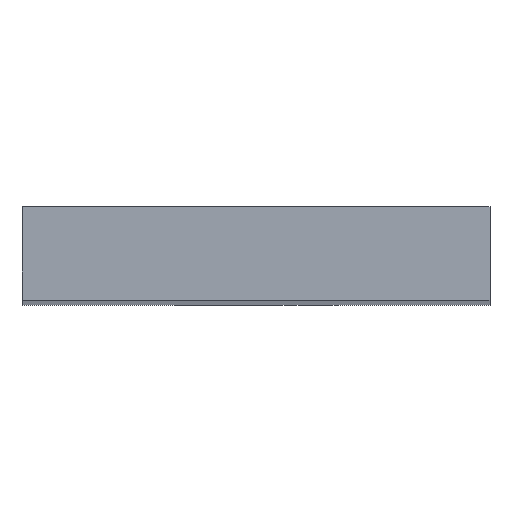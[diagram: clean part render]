
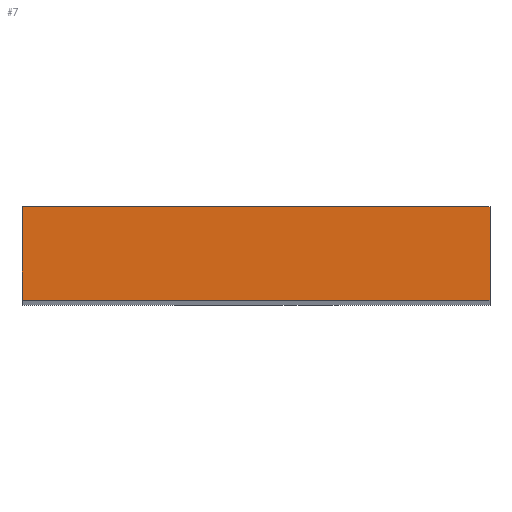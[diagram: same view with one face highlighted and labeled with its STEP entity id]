
A CAD part, top view. The second image highlights one B-rep face of the part: STEP entity #7.
In plain terms, the highlighted planar face has unit normal (0, 0, 1).
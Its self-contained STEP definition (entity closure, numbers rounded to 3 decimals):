
#7 = ADVANCED_FACE ( 'NONE', ( #219 ), #238, .F. ) ;
#8 = ORIENTED_EDGE ( 'NONE', *, *, #9, .T. ) ;
#9 = EDGE_CURVE ( 'NONE', #38, #10, #233, .T. ) ;
#10 = VERTEX_POINT ( 'NONE', #229 ) ;
#11 = ORIENTED_EDGE ( 'NONE', *, *, #12, .F. ) ;
#12 = EDGE_CURVE ( 'NONE', #13, #10, #228, .T. ) ;
#13 = VERTEX_POINT ( 'NONE', #224 ) ;
#14 = ORIENTED_EDGE ( 'NONE', *, *, #15, .F. ) ;
#15 = EDGE_CURVE ( 'NONE', #41, #13, #187, .T. ) ;
#16 = ORIENTED_EDGE ( 'NONE', *, *, #40, .T. ) ;
#38 = VERTEX_POINT ( 'NONE', #204 ) ;
#40 = EDGE_CURVE ( 'NONE', #41, #38, #203, .T. ) ;
#41 = VERTEX_POINT ( 'NONE', #199 ) ;
#45 = EDGE_LOOP ( 'NONE', ( #8, #11, #14, #16 ) ) ;
#184 = DIRECTION ( 'NONE',  ( 1., 0., 0. ) ) ;
#185 = VECTOR ( 'NONE', #184, 1000. ) ;
#186 = CARTESIAN_POINT ( 'NONE',  ( -5., 1., 32. ) ) ;
#187 = LINE ( 'NONE', #186, #185 ) ;
#199 = CARTESIAN_POINT ( 'NONE',  ( -5., 1., 32. ) ) ;
#200 = DIRECTION ( 'NONE',  ( 0., -1., 0. ) ) ;
#201 = VECTOR ( 'NONE', #200, 1000. ) ;
#202 = CARTESIAN_POINT ( 'NONE',  ( -5., 1., 32. ) ) ;
#203 = LINE ( 'NONE', #202, #201 ) ;
#204 = CARTESIAN_POINT ( 'NONE',  ( -5., -1., 32. ) ) ;
#219 = FACE_OUTER_BOUND ( 'NONE', #45, .T. ) ;
#224 = CARTESIAN_POINT ( 'NONE',  ( 5., 1., 32. ) ) ;
#225 = DIRECTION ( 'NONE',  ( 0., -1., 0. ) ) ;
#226 = VECTOR ( 'NONE', #225, 1000. ) ;
#227 = CARTESIAN_POINT ( 'NONE',  ( 5., 1., 32. ) ) ;
#228 = LINE ( 'NONE', #227, #226 ) ;
#229 = CARTESIAN_POINT ( 'NONE',  ( 5., -1., 32. ) ) ;
#230 = DIRECTION ( 'NONE',  ( 1., 0., 0. ) ) ;
#231 = VECTOR ( 'NONE', #230, 1000. ) ;
#232 = CARTESIAN_POINT ( 'NONE',  ( -5., -1., 32. ) ) ;
#233 = LINE ( 'NONE', #232, #231 ) ;
#234 = DIRECTION ( 'NONE',  ( -1., 0., 0. ) ) ;
#235 = DIRECTION ( 'NONE',  ( 0., 0., -1. ) ) ;
#236 = CARTESIAN_POINT ( 'NONE',  ( -5., 1., 32. ) ) ;
#237 = AXIS2_PLACEMENT_3D ( 'NONE', #236, #235, #234 ) ;
#238 = PLANE ( 'NONE',  #237 ) ;
